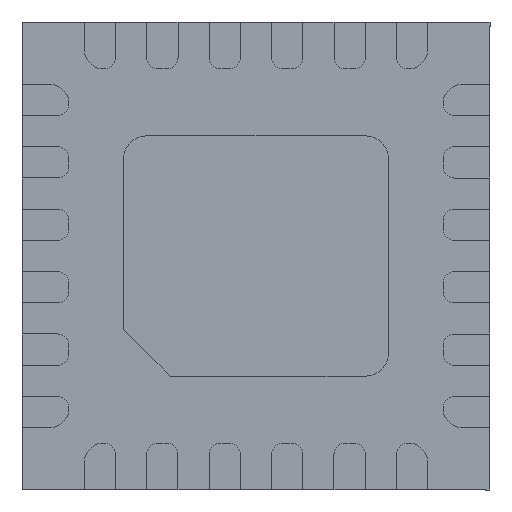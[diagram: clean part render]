
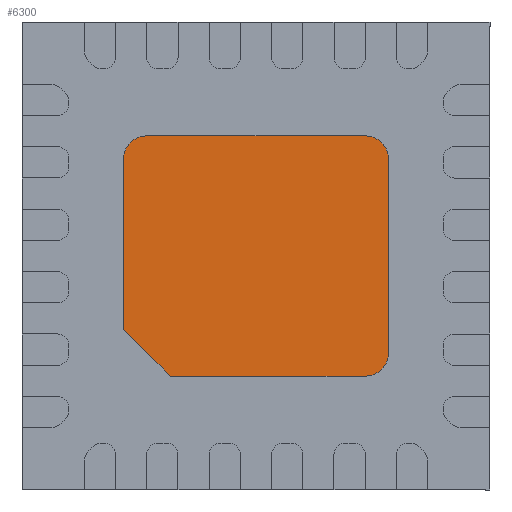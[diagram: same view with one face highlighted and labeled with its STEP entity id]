
A CAD part, front view. The second image highlights one B-rep face of the part: STEP entity #6300.
In plain terms, the highlighted planar face has unit normal (0, -1, 0).
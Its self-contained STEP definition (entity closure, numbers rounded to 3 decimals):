
#102 = ORIENTED_EDGE ( 'NONE', *, *, #9264, .F. ) ;
#615 = LINE ( 'NONE', #11303, #2392 ) ;
#739 = LINE ( 'NONE', #11109, #1746 ) ;
#760 = CARTESIAN_POINT ( 'NONE',  ( 0., -0.05, 0. ) ) ;
#930 = EDGE_CURVE ( 'NONE', #9068, #4394, #1398, .T. ) ;
#1086 = LINE ( 'NONE', #7061, #10009 ) ;
#1286 = CARTESIAN_POINT ( 'NONE',  ( 0.7, -0.05, -0.62 ) ) ;
#1398 = LINE ( 'NONE', #11858, #1685 ) ;
#1685 = VECTOR ( 'NONE', #9105, 1000. ) ;
#1746 = VECTOR ( 'NONE', #4597, 1000. ) ;
#1828 = DIRECTION ( 'NONE',  ( 0., 1., 0. ) ) ;
#1924 = CARTESIAN_POINT ( 'NONE',  ( -0.7, -0.05, 0.77 ) ) ;
#1991 = ORIENTED_EDGE ( 'NONE', *, *, #930, .F. ) ;
#2240 = CARTESIAN_POINT ( 'NONE',  ( -0.55, -0.05, -0.77 ) ) ;
#2253 = ORIENTED_EDGE ( 'NONE', *, *, #9320, .F. ) ;
#2392 = VECTOR ( 'NONE', #12265, 1000. ) ;
#2427 = DIRECTION ( 'NONE',  ( 0., 0., -1. ) ) ;
#2518 = ORIENTED_EDGE ( 'NONE', *, *, #9595, .F. ) ;
#2547 = ORIENTED_EDGE ( 'NONE', *, *, #3923, .F. ) ;
#2575 = VECTOR ( 'NONE', #6281, 1000. ) ;
#2656 = PLANE ( 'NONE',  #10917 ) ;
#2784 = ORIENTED_EDGE ( 'NONE', *, *, #6706, .F. ) ;
#3155 = CARTESIAN_POINT ( 'NONE',  ( -0.7, -0.05, 0.62 ) ) ;
#3277 = DIRECTION ( 'NONE',  ( 0., 1., 0. ) ) ;
#3629 = EDGE_CURVE ( 'NONE', #9000, #9068, #739, .T. ) ;
#3923 = EDGE_CURVE ( 'NONE', #11816, #7675, #11884, .T. ) ;
#4034 = DIRECTION ( 'NONE',  ( 0., 0., -1. ) ) ;
#4294 = EDGE_LOOP ( 'NONE', ( #4816, #102, #2253, #2518, #2547, #2784, #9366, #1991 ) ) ;
#4343 = CIRCLE ( 'NONE', #7171, 0.15 ) ;
#4394 = VERTEX_POINT ( 'NONE', #7074 ) ;
#4597 = DIRECTION ( 'NONE',  ( -0.707, 0., 0.707 ) ) ;
#4816 = ORIENTED_EDGE ( 'NONE', *, *, #3629, .F. ) ;
#5054 = DIRECTION ( 'NONE',  ( 0., 0., -1. ) ) ;
#5484 = VERTEX_POINT ( 'NONE', #9455 ) ;
#6273 = CARTESIAN_POINT ( 'NONE',  ( 0.7, -0.05, 0.77 ) ) ;
#6281 = DIRECTION ( 'NONE',  ( -1., 0., 0. ) ) ;
#6300 = ADVANCED_FACE ( 'NONE', ( #11444 ), #2656, .F. ) ;
#6352 = CARTESIAN_POINT ( 'NONE',  ( -0.85, -0.05, -0.47 ) ) ;
#6387 = AXIS2_PLACEMENT_3D ( 'NONE', #1286, #8992, #2427 ) ;
#6504 = DIRECTION ( 'NONE',  ( -1., 0., 0. ) ) ;
#6706 = EDGE_CURVE ( 'NONE', #9095, #11816, #615, .T. ) ;
#7061 = CARTESIAN_POINT ( 'NONE',  ( 0.85, -0.05, -0.62 ) ) ;
#7074 = CARTESIAN_POINT ( 'NONE',  ( -0.85, -0.05, 0.62 ) ) ;
#7171 = AXIS2_PLACEMENT_3D ( 'NONE', #3155, #9768, #5054 ) ;
#7202 = CARTESIAN_POINT ( 'NONE',  ( 0.85, -0.05, -0.62 ) ) ;
#7596 = VERTEX_POINT ( 'NONE', #7202 ) ;
#7675 = VERTEX_POINT ( 'NONE', #8468 ) ;
#7723 = EDGE_CURVE ( 'NONE', #4394, #9095, #4343, .T. ) ;
#8468 = CARTESIAN_POINT ( 'NONE',  ( 0.85, -0.05, 0.62 ) ) ;
#8791 = DIRECTION ( 'NONE',  ( 0., 0., -1. ) ) ;
#8992 = DIRECTION ( 'NONE',  ( 0., 1., 0. ) ) ;
#9000 = VERTEX_POINT ( 'NONE', #12382 ) ;
#9068 = VERTEX_POINT ( 'NONE', #6352 ) ;
#9095 = VERTEX_POINT ( 'NONE', #1924 ) ;
#9105 = DIRECTION ( 'NONE',  ( 0., 0., 1. ) ) ;
#9264 = EDGE_CURVE ( 'NONE', #5484, #9000, #10136, .T. ) ;
#9320 = EDGE_CURVE ( 'NONE', #7596, #5484, #12461, .T. ) ;
#9366 = ORIENTED_EDGE ( 'NONE', *, *, #7723, .F. ) ;
#9455 = CARTESIAN_POINT ( 'NONE',  ( 0.7, -0.05, -0.77 ) ) ;
#9595 = EDGE_CURVE ( 'NONE', #7675, #7596, #1086, .T. ) ;
#9768 = DIRECTION ( 'NONE',  ( 0., 1., 0. ) ) ;
#10009 = VECTOR ( 'NONE', #8791, 1000. ) ;
#10136 = LINE ( 'NONE', #2240, #2575 ) ;
#10433 = AXIS2_PLACEMENT_3D ( 'NONE', #11763, #3277, #4034 ) ;
#10917 = AXIS2_PLACEMENT_3D ( 'NONE', #760, #1828, #6504 ) ;
#11109 = CARTESIAN_POINT ( 'NONE',  ( -0.85, -0.05, -0.47 ) ) ;
#11303 = CARTESIAN_POINT ( 'NONE',  ( 0.7, -0.05, 0.77 ) ) ;
#11444 = FACE_OUTER_BOUND ( 'NONE', #4294, .T. ) ;
#11763 = CARTESIAN_POINT ( 'NONE',  ( 0.7, -0.05, 0.62 ) ) ;
#11816 = VERTEX_POINT ( 'NONE', #6273 ) ;
#11858 = CARTESIAN_POINT ( 'NONE',  ( -0.85, -0.05, 0.62 ) ) ;
#11884 = CIRCLE ( 'NONE', #10433, 0.15 ) ;
#12265 = DIRECTION ( 'NONE',  ( 1., 0., 0. ) ) ;
#12382 = CARTESIAN_POINT ( 'NONE',  ( -0.55, -0.05, -0.77 ) ) ;
#12461 = CIRCLE ( 'NONE', #6387, 0.15 ) ;
